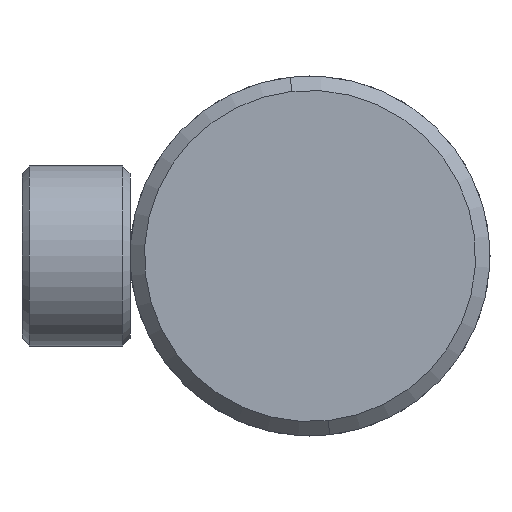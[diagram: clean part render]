
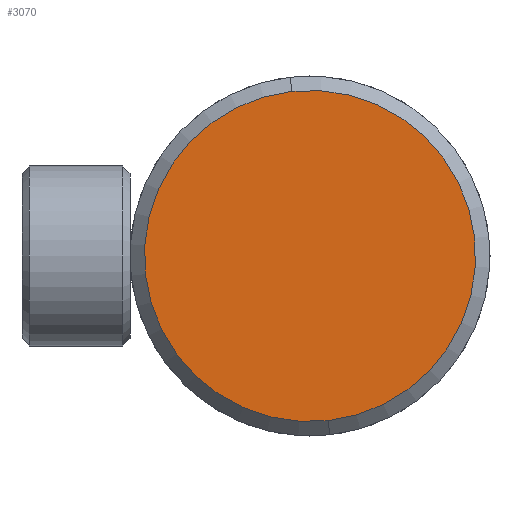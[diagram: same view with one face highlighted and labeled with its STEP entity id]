
A CAD part, left-side view. The second image highlights one B-rep face of the part: STEP entity #3070.
In plain terms, the highlighted planar face has unit normal (-1, 0, 0).
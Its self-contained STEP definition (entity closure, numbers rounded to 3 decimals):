
#309 = DIRECTION ( 'NONE',  ( -1., 0., 0. ) ) ;
#624 = VERTEX_POINT ( 'NONE', #1140 ) ;
#631 = ORIENTED_EDGE ( 'NONE', *, *, #2388, .F. ) ;
#1140 = CARTESIAN_POINT ( 'NONE',  ( 0., 0., -23. ) ) ;
#1145 = DIRECTION ( 'NONE',  ( 0., 0., -1. ) ) ;
#1234 = DIRECTION ( 'NONE',  ( 1., 0., 0. ) ) ;
#1315 = EDGE_CURVE ( 'NONE', #624, #2011, #1401, .T. ) ;
#1375 = CARTESIAN_POINT ( 'NONE',  ( 0., 0., 0. ) ) ;
#1401 = CIRCLE ( 'NONE', #2718, 23. ) ;
#1475 = CARTESIAN_POINT ( 'NONE',  ( 0., 0., 0. ) ) ;
#1498 = ORIENTED_EDGE ( 'NONE', *, *, #1315, .F. ) ;
#1600 = CARTESIAN_POINT ( 'NONE',  ( 0., 0., 23. ) ) ;
#1650 = AXIS2_PLACEMENT_3D ( 'NONE', #1777, #309, #1999 ) ;
#1777 = CARTESIAN_POINT ( 'NONE',  ( 0., 0., 0. ) ) ;
#1999 = DIRECTION ( 'NONE',  ( 0., 0., 1. ) ) ;
#2011 = VERTEX_POINT ( 'NONE', #1600 ) ;
#2388 = EDGE_CURVE ( 'NONE', #2011, #624, #3106, .T. ) ;
#2688 = AXIS2_PLACEMENT_3D ( 'NONE', #1475, #1234, #2916 ) ;
#2718 = AXIS2_PLACEMENT_3D ( 'NONE', #1375, #2831, #1145 ) ;
#2831 = DIRECTION ( 'NONE',  ( 1., 0., 0. ) ) ;
#2916 = DIRECTION ( 'NONE',  ( 0., 0., -1. ) ) ;
#2917 = FACE_OUTER_BOUND ( 'NONE', #3126, .T. ) ;
#2972 = PLANE ( 'NONE',  #1650 ) ;
#3070 = ADVANCED_FACE ( 'NONE', ( #2917 ), #2972, .T. ) ;
#3106 = CIRCLE ( 'NONE', #2688, 23. ) ;
#3126 = EDGE_LOOP ( 'NONE', ( #1498, #631 ) ) ;
